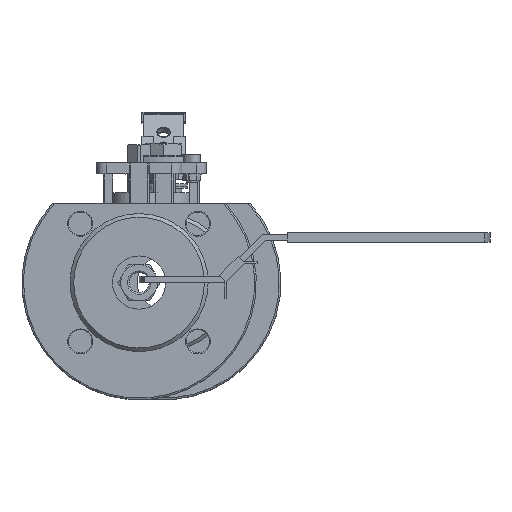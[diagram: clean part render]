
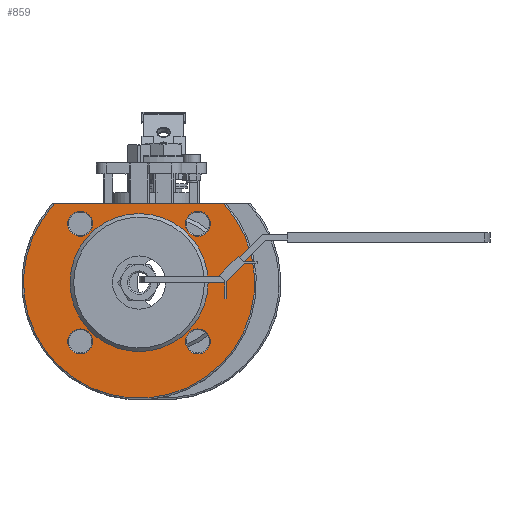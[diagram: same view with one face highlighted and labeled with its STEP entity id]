
A CAD part, top view. The second image highlights one B-rep face of the part: STEP entity #859.
In plain terms, the highlighted planar face has unit normal (0, 0, 1).
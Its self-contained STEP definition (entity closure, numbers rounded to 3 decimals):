
#859 = ADVANCED_FACE( '', ( #1881, #1882, #1883, #1884, #1885, #1886 ), #1887, .T. );
#1881 = FACE_OUTER_BOUND( '', #3052, .T. );
#1882 = FACE_BOUND( '', #3053, .T. );
#1883 = FACE_BOUND( '', #3054, .T. );
#1884 = FACE_BOUND( '', #3055, .T. );
#1885 = FACE_BOUND( '', #3056, .T. );
#1886 = FACE_BOUND( '', #3057, .T. );
#1887 = PLANE( '', #3058 );
#3052 = EDGE_LOOP( '', ( #5381, #5382 ) );
#3053 = EDGE_LOOP( '', ( #5383 ) );
#3054 = EDGE_LOOP( '', ( #5384 ) );
#3055 = EDGE_LOOP( '', ( #5385 ) );
#3056 = EDGE_LOOP( '', ( #5386 ) );
#3057 = EDGE_LOOP( '', ( #5387 ) );
#3058 = AXIS2_PLACEMENT_3D( '', #5388, #5389, #5390 );
#5381 = ORIENTED_EDGE( '', *, *, #7372, .T. );
#5382 = ORIENTED_EDGE( '', *, *, #6748, .F. );
#5383 = ORIENTED_EDGE( '', *, *, #6862, .F. );
#5384 = ORIENTED_EDGE( '', *, *, #7373, .F. );
#5385 = ORIENTED_EDGE( '', *, *, #7374, .T. );
#5386 = ORIENTED_EDGE( '', *, *, #7375, .F. );
#5387 = ORIENTED_EDGE( '', *, *, #7376, .F. );
#5388 = CARTESIAN_POINT( '', ( 0., 0., 10. ) );
#5389 = DIRECTION( '', ( 0., 0., 1. ) );
#5390 = DIRECTION( '', ( 1., 0., 0. ) );
#6748 = EDGE_CURVE( '', #8118, #8120, #8121, .T. );
#6862 = EDGE_CURVE( '', #8314, #8314, #8315, .T. );
#7372 = EDGE_CURVE( '', #8118, #8120, #9041, .T. );
#7373 = EDGE_CURVE( '', #9042, #9042, #9043, .T. );
#7374 = EDGE_CURVE( '', #9044, #9044, #9045, .T. );
#7375 = EDGE_CURVE( '', #9046, #9046, #9047, .T. );
#7376 = EDGE_CURVE( '', #9048, #9048, #9049, .T. );
#8118 = VERTEX_POINT( '', #10354 );
#8120 = VERTEX_POINT( '', #10428 );
#8121 = LINE( '', #10429, #10430 );
#8314 = VERTEX_POINT( '', #10958 );
#8315 = CIRCLE( '', #10959, 7.5 );
#9041 = CIRCLE( '', #12583, 69.5 );
#9042 = VERTEX_POINT( '', #12584 );
#9043 = CIRCLE( '', #12585, 7.5 );
#9044 = VERTEX_POINT( '', #12586 );
#9045 = CIRCLE( '', #12587, 41.5 );
#9046 = VERTEX_POINT( '', #12588 );
#9047 = CIRCLE( '', #12589, 7.5 );
#9048 = VERTEX_POINT( '', #12590 );
#9049 = CIRCLE( '', #12591, 7.5 );
#10354 = CARTESIAN_POINT( '', ( -50.735, 47.5, 10. ) );
#10428 = CARTESIAN_POINT( '', ( 50.735, 47.5, 10. ) );
#10429 = CARTESIAN_POINT( '', ( 0., 47.5, 10. ) );
#10430 = VECTOR( '', #13422, 1000. );
#10958 = CARTESIAN_POINT( '', ( 42.855, 35.355, 10. ) );
#10959 = AXIS2_PLACEMENT_3D( '', #13545, #13546, #13547 );
#12583 = AXIS2_PLACEMENT_3D( '', #14053, #14054, #14055 );
#12584 = CARTESIAN_POINT( '', ( -27.855, -35.355, 10. ) );
#12585 = AXIS2_PLACEMENT_3D( '', #14056, #14057, #14058 );
#12586 = CARTESIAN_POINT( '', ( -41.5, 0., 10. ) );
#12587 = AXIS2_PLACEMENT_3D( '', #14059, #14060, #14061 );
#12588 = CARTESIAN_POINT( '', ( 42.855, -35.355, 10. ) );
#12589 = AXIS2_PLACEMENT_3D( '', #14062, #14063, #14064 );
#12590 = CARTESIAN_POINT( '', ( -27.855, 35.355, 10. ) );
#12591 = AXIS2_PLACEMENT_3D( '', #14065, #14066, #14067 );
#13422 = DIRECTION( '', ( 1., 0., 0. ) );
#13545 = CARTESIAN_POINT( '', ( 35.355, 35.355, 10. ) );
#13546 = DIRECTION( '', ( 0., 0., 1. ) );
#13547 = DIRECTION( '', ( 1., 0., 0. ) );
#14053 = CARTESIAN_POINT( '', ( 0., 0., 10. ) );
#14054 = DIRECTION( '', ( 0., 0., 1. ) );
#14055 = DIRECTION( '', ( 1., 0., 0. ) );
#14056 = CARTESIAN_POINT( '', ( -35.355, -35.355, 10. ) );
#14057 = DIRECTION( '', ( 0., 0., 1. ) );
#14058 = DIRECTION( '', ( 1., 0., 0. ) );
#14059 = CARTESIAN_POINT( '', ( 0., 0., 10. ) );
#14060 = DIRECTION( '', ( 0., 0., -1. ) );
#14061 = DIRECTION( '', ( -1., 0., 0. ) );
#14062 = CARTESIAN_POINT( '', ( 35.355, -35.355, 10. ) );
#14063 = DIRECTION( '', ( 0., 0., 1. ) );
#14064 = DIRECTION( '', ( 1., 0., 0. ) );
#14065 = CARTESIAN_POINT( '', ( -35.355, 35.355, 10. ) );
#14066 = DIRECTION( '', ( 0., 0., 1. ) );
#14067 = DIRECTION( '', ( 1., 0., 0. ) );
